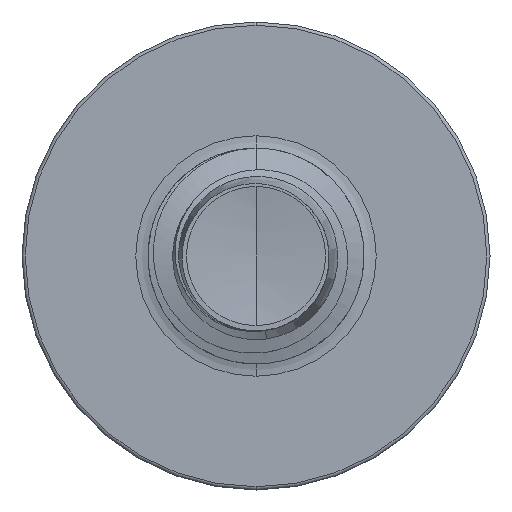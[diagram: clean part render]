
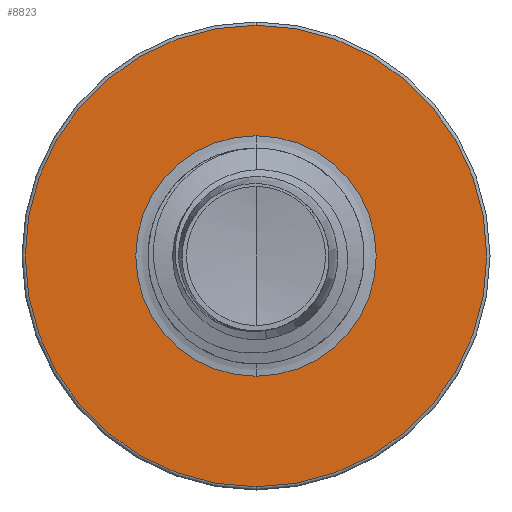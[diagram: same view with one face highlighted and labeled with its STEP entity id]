
A CAD part, front view. The second image highlights one B-rep face of the part: STEP entity #8823.
In plain terms, the highlighted planar face has unit normal (0, -1, 0).
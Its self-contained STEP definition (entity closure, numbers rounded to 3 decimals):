
#1669 = DIRECTION ( 'NONE',  ( 0., 0., 1. ) ) ;
#1720 = DIRECTION ( 'NONE',  ( 0., 1., 0. ) ) ;
#1745 = CARTESIAN_POINT ( 'NONE',  ( 0., 4., 0. ) ) ;
#3025 = CARTESIAN_POINT ( 'NONE',  ( 0., 4., 3.205 ) ) ;
#3038 = FACE_BOUND ( 'NONE', #10128, .T. ) ;
#3841 = FACE_OUTER_BOUND ( 'NONE', #8241, .T. ) ;
#4038 = AXIS2_PLACEMENT_3D ( 'NONE', #8528, #8497, #8443 ) ;
#5043 = AXIS2_PLACEMENT_3D ( 'NONE', #1745, #1720, #1669 ) ;
#5716 = VERTEX_POINT ( 'NONE', #14244 ) ;
#6347 = CIRCLE ( 'NONE', #4038, 3.205 ) ;
#8157 = ORIENTED_EDGE ( 'NONE', *, *, #9200, .T. ) ;
#8241 = EDGE_LOOP ( 'NONE', ( #13864, #14970 ) ) ;
#8305 = AXIS2_PLACEMENT_3D ( 'NONE', #12921, #12910, #12906 ) ;
#8350 = AXIS2_PLACEMENT_3D ( 'NONE', #13526, #13392, #13384 ) ;
#8381 = AXIS2_PLACEMENT_3D ( 'NONE', #12972, #12967, #12956 ) ;
#8443 = DIRECTION ( 'NONE',  ( 0., 0., 1. ) ) ;
#8497 = DIRECTION ( 'NONE',  ( 0., 1., 0. ) ) ;
#8528 = CARTESIAN_POINT ( 'NONE',  ( 0., 4., 0. ) ) ;
#8823 = ADVANCED_FACE ( 'NONE', ( #3841, #3038 ), #13508, .F. ) ;
#9200 = EDGE_CURVE ( 'NONE', #5716, #13047, #13824, .T. ) ;
#9202 = EDGE_CURVE ( 'NONE', #10818, #12665, #14930, .T. ) ;
#10128 = EDGE_LOOP ( 'NONE', ( #8157, #14020 ) ) ;
#10599 = CARTESIAN_POINT ( 'NONE',  ( 0., 4., -3.205 ) ) ;
#10818 = VERTEX_POINT ( 'NONE', #10599 ) ;
#12665 = VERTEX_POINT ( 'NONE', #3025 ) ;
#12906 = DIRECTION ( 'NONE',  ( 0., 0., 1. ) ) ;
#12910 = DIRECTION ( 'NONE',  ( 0., 1., 0. ) ) ;
#12921 = CARTESIAN_POINT ( 'NONE',  ( 0., 4., 0. ) ) ;
#12956 = DIRECTION ( 'NONE',  ( 0., 0., 1. ) ) ;
#12967 = DIRECTION ( 'NONE',  ( 0., 1., 0. ) ) ;
#12972 = CARTESIAN_POINT ( 'NONE',  ( 0., 4., 0. ) ) ;
#13047 = VERTEX_POINT ( 'NONE', #13585 ) ;
#13189 = CIRCLE ( 'NONE', #5043, 1.67 ) ;
#13384 = DIRECTION ( 'NONE',  ( 0., 0., 1. ) ) ;
#13392 = DIRECTION ( 'NONE',  ( 0., 1., 0. ) ) ;
#13508 = PLANE ( 'NONE',  #8350 ) ;
#13526 = CARTESIAN_POINT ( 'NONE',  ( 0., 4., -1.67 ) ) ;
#13585 = CARTESIAN_POINT ( 'NONE',  ( 0., 4., -1.67 ) ) ;
#13824 = CIRCLE ( 'NONE', #8381, 1.67 ) ;
#13864 = ORIENTED_EDGE ( 'NONE', *, *, #14270, .F. ) ;
#14020 = ORIENTED_EDGE ( 'NONE', *, *, #14074, .T. ) ;
#14074 = EDGE_CURVE ( 'NONE', #13047, #5716, #13189, .T. ) ;
#14244 = CARTESIAN_POINT ( 'NONE',  ( 0., 4., 1.67 ) ) ;
#14270 = EDGE_CURVE ( 'NONE', #12665, #10818, #6347, .T. ) ;
#14930 = CIRCLE ( 'NONE', #8305, 3.205 ) ;
#14970 = ORIENTED_EDGE ( 'NONE', *, *, #9202, .F. ) ;
